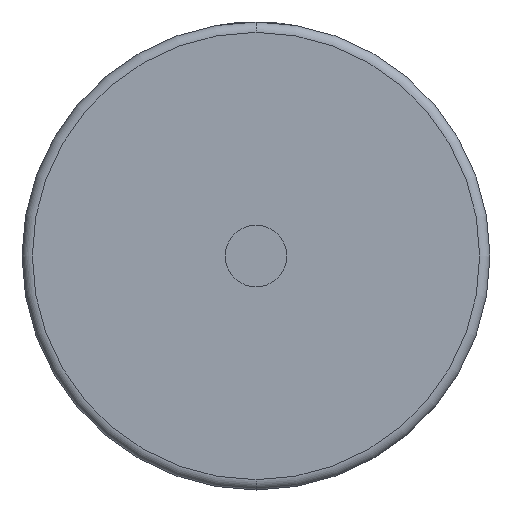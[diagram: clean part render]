
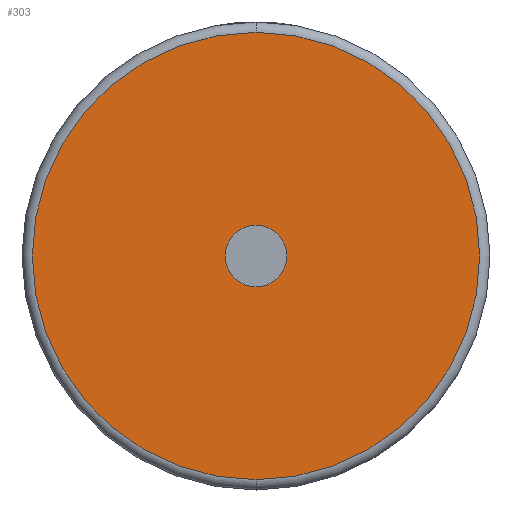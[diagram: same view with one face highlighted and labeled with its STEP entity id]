
A CAD part, front view. The second image highlights one B-rep face of the part: STEP entity #303.
In plain terms, the highlighted planar face has unit normal (0, -1, 0).
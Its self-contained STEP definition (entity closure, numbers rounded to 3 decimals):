
#36 = DIRECTION ( 'NONE',  ( 0., -1., 0. ) ) ;
#46 = CARTESIAN_POINT ( 'NONE',  ( 0., 0., 0. ) ) ;
#61 = DIRECTION ( 'NONE',  ( 0., 1., 0. ) ) ;
#107 = PLANE ( 'NONE',  #254 ) ;
#155 = DIRECTION ( 'NONE',  ( 0., 0., 1. ) ) ;
#251 = CIRCLE ( 'NONE', #2019, 43.5 ) ;
#254 = AXIS2_PLACEMENT_3D ( 'NONE', #964, #61, #1247 ) ;
#303 = ADVANCED_FACE ( 'NONE', ( #1550, #1454 ), #107, .F. ) ;
#375 = AXIS2_PLACEMENT_3D ( 'NONE', #1344, #1903, #3401 ) ;
#481 = CARTESIAN_POINT ( 'NONE',  ( 0., 0., 43.5 ) ) ;
#541 = EDGE_CURVE ( 'NONE', #737, #907, #1009, .T. ) ;
#638 = ORIENTED_EDGE ( 'NONE', *, *, #3470, .F. ) ;
#737 = VERTEX_POINT ( 'NONE', #1391 ) ;
#873 = VERTEX_POINT ( 'NONE', #2424 ) ;
#907 = VERTEX_POINT ( 'NONE', #986 ) ;
#964 = CARTESIAN_POINT ( 'NONE',  ( 0., 0., 0. ) ) ;
#986 = CARTESIAN_POINT ( 'NONE',  ( 0., 0., -6. ) ) ;
#1009 = CIRCLE ( 'NONE', #375, 6. ) ;
#1247 = DIRECTION ( 'NONE',  ( 0., 0., 1. ) ) ;
#1280 = ORIENTED_EDGE ( 'NONE', *, *, #3207, .T. ) ;
#1316 = EDGE_LOOP ( 'NONE', ( #1280, #1343 ) ) ;
#1343 = ORIENTED_EDGE ( 'NONE', *, *, #1891, .T. ) ;
#1344 = CARTESIAN_POINT ( 'NONE',  ( 0., 0., 0. ) ) ;
#1391 = CARTESIAN_POINT ( 'NONE',  ( 0., 0., 6. ) ) ;
#1454 = FACE_BOUND ( 'NONE', #3002, .T. ) ;
#1494 = ORIENTED_EDGE ( 'NONE', *, *, #541, .F. ) ;
#1550 = FACE_OUTER_BOUND ( 'NONE', #1316, .T. ) ;
#1867 = CARTESIAN_POINT ( 'NONE',  ( 0., 0., 0. ) ) ;
#1891 = EDGE_CURVE ( 'NONE', #873, #3031, #251, .T. ) ;
#1903 = DIRECTION ( 'NONE',  ( 0., -1., 0. ) ) ;
#2019 = AXIS2_PLACEMENT_3D ( 'NONE', #1867, #2749, #155 ) ;
#2195 = CIRCLE ( 'NONE', #3216, 6. ) ;
#2424 = CARTESIAN_POINT ( 'NONE',  ( 0., 0., -43.5 ) ) ;
#2572 = DIRECTION ( 'NONE',  ( 0., -1., 0. ) ) ;
#2749 = DIRECTION ( 'NONE',  ( 0., -1., 0. ) ) ;
#2882 = CARTESIAN_POINT ( 'NONE',  ( 0., 0., 0. ) ) ;
#2947 = DIRECTION ( 'NONE',  ( 0., 0., 1. ) ) ;
#3002 = EDGE_LOOP ( 'NONE', ( #1494, #638 ) ) ;
#3031 = VERTEX_POINT ( 'NONE', #481 ) ;
#3180 = AXIS2_PLACEMENT_3D ( 'NONE', #46, #36, #2947 ) ;
#3205 = DIRECTION ( 'NONE',  ( 0., 0., 1. ) ) ;
#3207 = EDGE_CURVE ( 'NONE', #3031, #873, #3302, .T. ) ;
#3216 = AXIS2_PLACEMENT_3D ( 'NONE', #2882, #2572, #3205 ) ;
#3302 = CIRCLE ( 'NONE', #3180, 43.5 ) ;
#3401 = DIRECTION ( 'NONE',  ( 0., 0., 1. ) ) ;
#3470 = EDGE_CURVE ( 'NONE', #907, #737, #2195, .T. ) ;
